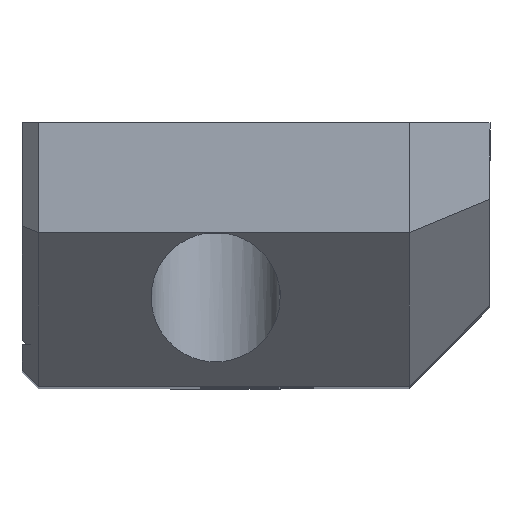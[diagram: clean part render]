
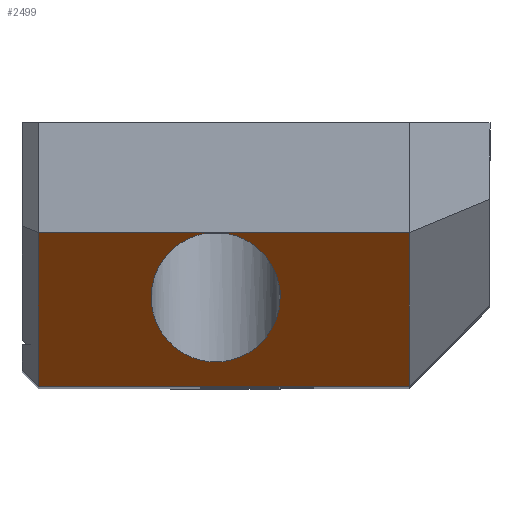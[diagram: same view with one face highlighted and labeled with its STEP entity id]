
A CAD part, top view. The second image highlights one B-rep face of the part: STEP entity #2499.
In plain terms, the highlighted planar face has unit normal (0, -0.707, 0.707).
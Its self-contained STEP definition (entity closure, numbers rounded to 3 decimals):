
#15=ELLIPSE('',#2557,5.657,4.);
#26=FACE_BOUND('',#400,.T.);
#113=PLANE('',#2635);
#259=FACE_OUTER_BOUND('',#399,.T.);
#399=EDGE_LOOP('',(#2323,#2324,#2325,#2326));
#400=EDGE_LOOP('',(#2327,#2328));
#534=LINE('',#5001,#809);
#567=LINE('',#5068,#842);
#579=LINE('',#5100,#854);
#753=LINE('',#5783,#1028);
#762=LINE('',#5800,#1037);
#809=VECTOR('',#2760,10.);
#842=VECTOR('',#2795,10.);
#854=VECTOR('',#2825,10.);
#1028=VECTOR('',#3133,10.);
#1037=VECTOR('',#3154,10.);
#1109=VERTEX_POINT('',#4998);
#1110=VERTEX_POINT('',#5000);
#1142=VERTEX_POINT('',#5066);
#1143=VERTEX_POINT('',#5067);
#1146=VERTEX_POINT('',#5079);
#1263=VERTEX_POINT('',#5779);
#1369=EDGE_CURVE('',#1109,#1110,#534,.T.);
#1402=EDGE_CURVE('',#1142,#1143,#567,.T.);
#1405=EDGE_CURVE('',#1143,#1142,#15,.T.);
#1418=EDGE_CURVE('',#1110,#1146,#579,.T.);
#1616=EDGE_CURVE('',#1263,#1109,#753,.T.);
#1625=EDGE_CURVE('',#1263,#1146,#762,.T.);
#2323=ORIENTED_EDGE('',*,*,#1418,.F.);
#2324=ORIENTED_EDGE('',*,*,#1369,.F.);
#2325=ORIENTED_EDGE('',*,*,#1616,.F.);
#2326=ORIENTED_EDGE('',*,*,#1625,.T.);
#2327=ORIENTED_EDGE('',*,*,#1405,.T.);
#2328=ORIENTED_EDGE('',*,*,#1402,.T.);
#2499=ADVANCED_FACE('',(#259,#26),#113,.T.);
#2557=AXIS2_PLACEMENT_3D('',#5073,#2802,#2803);
#2635=AXIS2_PLACEMENT_3D('',#5799,#3152,#3153);
#2760=DIRECTION('',(-1.,0.,0.));
#2795=DIRECTION('',(1.,0.,0.));
#2802=DIRECTION('center_axis',(0.,0.707,-0.707));
#2803=DIRECTION('ref_axis',(0.,-0.707,-0.707));
#2825=DIRECTION('',(0.,0.707,0.707));
#3133=DIRECTION('',(0.,-0.707,-0.707));
#3152=DIRECTION('center_axis',(0.,-0.707,
0.707));
#3153=DIRECTION('ref_axis',(0.,0.707,0.707));
#3154=DIRECTION('',(-1.,0.,0.));
#4998=CARTESIAN_POINT('',(0.,0.,0.));
#5000=CARTESIAN_POINT('',(-23.,0.,0.));
#5001=CARTESIAN_POINT('',(5.,0.,0.));
#5066=CARTESIAN_POINT('',(-12.343,9.5,9.5));
#5067=CARTESIAN_POINT('',(-11.657,9.5,9.5));
#5068=CARTESIAN_POINT('',(-3.5,9.5,9.5));
#5073=CARTESIAN_POINT('Origin',(-12.,5.515,5.515));
#5079=CARTESIAN_POINT('',(-23.,9.515,9.515));
#5100=CARTESIAN_POINT('',(-23.,0.824,0.824));
#5779=CARTESIAN_POINT('',(0.,9.515,9.515));
#5783=CARTESIAN_POINT('',(0.,-1.925,-1.925));
#5799=CARTESIAN_POINT('Origin',(5.,0.,0.));
#5800=CARTESIAN_POINT('',(5.,9.515,9.515));
